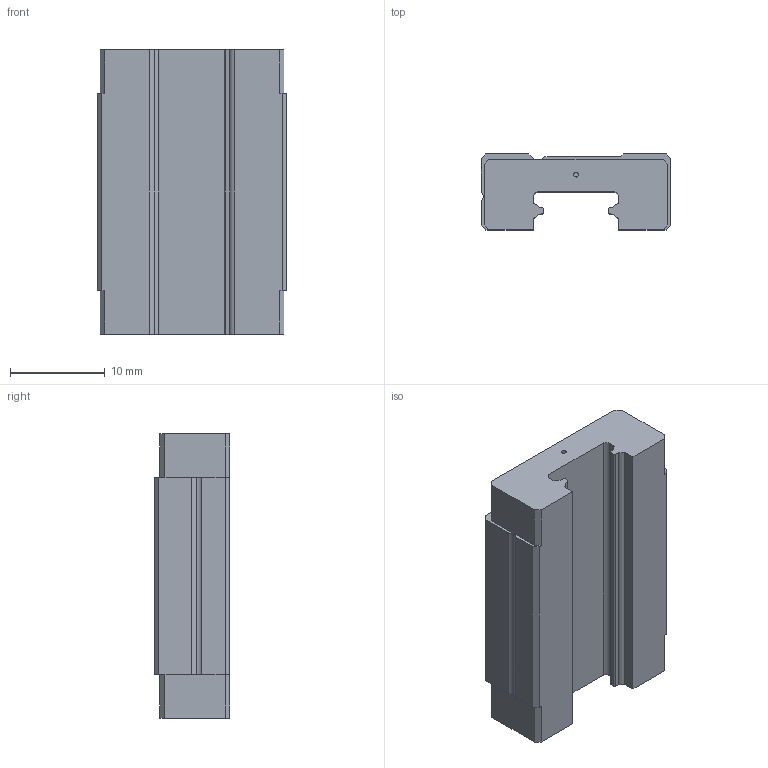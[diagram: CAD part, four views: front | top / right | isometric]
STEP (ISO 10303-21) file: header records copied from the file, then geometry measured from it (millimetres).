
FILE_DESCRIPTION (( 'STEP AP203' ), '1' );
FILE_NAME ('8438K3.STEP', '2017-12-11T16:52:14', ( '' ), ( '' ), 'SwSTEP 2.0', 'SolidWorks 2014', '' );
FILE_SCHEMA (( 'CONFIG_CONTROL_DESIGN' ));
Length unit declared in the file: inch
Products named in the file (1): 8438K3
Bounding box: 20 x 8 x 30 mm (x, y, z)
Volume: 3479.9 mm3; surface area: 2363 mm2
Topology: 1 solids, 1 shells, 186 faces, 547 edges, 369 vertices
Faces by surface type: cylinder 109, plane 54, cone 12, bspline 11
Entity records: 9849 total; most frequent: CARTESIAN_POINT 5382, ORIENTED_EDGE 1094, DIRECTION 713, EDGE_CURVE 547, VERTEX_POINT 369, LINE 247, VECTOR 247, AXIS2_PLACEMENT_3D 233
